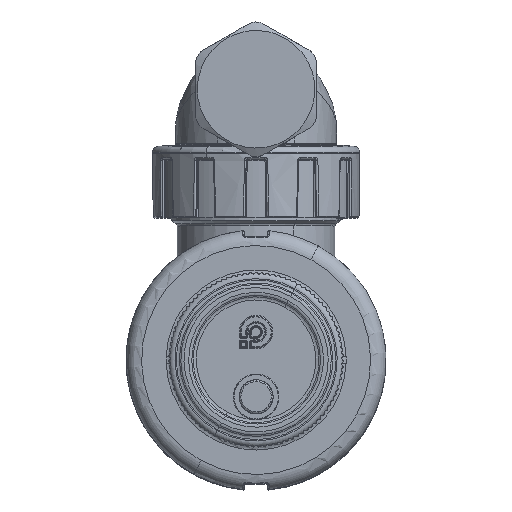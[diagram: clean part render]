
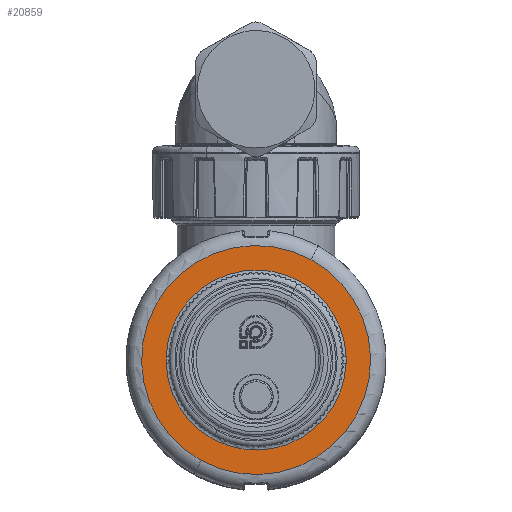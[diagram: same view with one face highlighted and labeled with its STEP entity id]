
A CAD part, top view. The second image highlights one B-rep face of the part: STEP entity #20859.
In plain terms, the highlighted planar face has unit normal (0, 0, 1).
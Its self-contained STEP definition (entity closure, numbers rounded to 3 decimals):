
#20702=CARTESIAN_POINT('Vertex',(29.068,1.,59.4)) ;
#20705=CARTESIAN_POINT('Axis2P3D Location',(0.,0.,59.4)) ;
#20709=CARTESIAN_POINT('Vertex',(19.847,21.261,59.4)) ;
#20712=CARTESIAN_POINT('Axis2P3D Location',(0.,0.,59.4)) ;
#20716=CARTESIAN_POINT('Vertex',(1.,29.068,59.4)) ;
#20719=CARTESIAN_POINT('Axis2P3D Location',(0.,0.,59.4)) ;
#20723=CARTESIAN_POINT('Vertex',(-29.068,1.,59.4)) ;
#20750=CARTESIAN_POINT('Axis2P3D Location',(0.,0.,59.4)) ;
#20754=CARTESIAN_POINT('Vertex',(-29.068,-1.,59.4)) ;
#20779=CARTESIAN_POINT('Vertex',(29.068,-1.,59.4)) ;
#20782=CARTESIAN_POINT('Axis2P3D Location',(0.,0.,59.4)) ;
#20786=CARTESIAN_POINT('Vertex',(-29.064,-1.104,59.4)) ;
#20789=CARTESIAN_POINT('Axis2P3D Location',(0.,0.,59.4)) ;
#20804=CARTESIAN_POINT('Axis2P3D Location',(0.,0.,59.4)) ;
#20808=CARTESIAN_POINT('Vertex',(29.085,0.,59.4)) ;
#20811=CARTESIAN_POINT('Axis2P3D Location',(0.,0.,59.4)) ;
#20826=CARTESIAN_POINT('Axis2P3D Location',(0.,37.,59.4)) ;
#20831=CARTESIAN_POINT('Axis2P3D Location',(0.,0.,59.4)) ;
#20835=CARTESIAN_POINT('Vertex',(-17.739,-32.471,59.4)) ;
#20837=CARTESIAN_POINT('Vertex',(17.739,32.471,59.4)) ;
#20840=CARTESIAN_POINT('Axis2P3D Location',(0.,0.,59.4)) ;
#20706=DIRECTION('Axis2P3D Direction',(0.,0.,-1.)) ;
#20713=DIRECTION('Axis2P3D Direction',(0.,0.,-1.)) ;
#20720=DIRECTION('Axis2P3D Direction',(0.,0.,-1.)) ;
#20751=DIRECTION('Axis2P3D Direction',(0.,0.,-1.)) ;
#20783=DIRECTION('Axis2P3D Direction',(0.,0.,-1.)) ;
#20790=DIRECTION('Axis2P3D Direction',(0.,0.,-1.)) ;
#20805=DIRECTION('Axis2P3D Direction',(0.,0.,-1.)) ;
#20812=DIRECTION('Axis2P3D Direction',(0.,0.,-1.)) ;
#20827=DIRECTION('Axis2P3D Direction',(0.,0.,-1.)) ;
#20828=DIRECTION('Axis2P3D XDirection',(1.,0.,0.)) ;
#20832=DIRECTION('Axis2P3D Direction',(0.,0.,-1.)) ;
#20841=DIRECTION('Axis2P3D Direction',(0.,0.,-1.)) ;
#20707=AXIS2_PLACEMENT_3D('Circle Axis2P3D',#20705,#20706,$) ;
#20714=AXIS2_PLACEMENT_3D('Circle Axis2P3D',#20712,#20713,$) ;
#20721=AXIS2_PLACEMENT_3D('Circle Axis2P3D',#20719,#20720,$) ;
#20752=AXIS2_PLACEMENT_3D('Circle Axis2P3D',#20750,#20751,$) ;
#20784=AXIS2_PLACEMENT_3D('Circle Axis2P3D',#20782,#20783,$) ;
#20791=AXIS2_PLACEMENT_3D('Circle Axis2P3D',#20789,#20790,$) ;
#20806=AXIS2_PLACEMENT_3D('Circle Axis2P3D',#20804,#20805,$) ;
#20813=AXIS2_PLACEMENT_3D('Circle Axis2P3D',#20811,#20812,$) ;
#20829=AXIS2_PLACEMENT_3D('Plane Axis2P3D',#20826,#20827,#20828) ;
#20833=AXIS2_PLACEMENT_3D('Circle Axis2P3D',#20831,#20832,$) ;
#20842=AXIS2_PLACEMENT_3D('Circle Axis2P3D',#20840,#20841,$) ;
#20708=CIRCLE('generated circle',#20707,29.085) ;
#20715=CIRCLE('generated circle',#20714,29.085) ;
#20722=CIRCLE('generated circle',#20721,29.085) ;
#20753=CIRCLE('generated circle',#20752,29.085) ;
#20785=CIRCLE('generated circle',#20784,29.085) ;
#20792=CIRCLE('generated circle',#20791,29.085) ;
#20807=CIRCLE('generated circle',#20806,29.085) ;
#20814=CIRCLE('generated circle',#20813,29.085) ;
#20834=CIRCLE('generated circle',#20833,37.) ;
#20843=CIRCLE('generated circle',#20842,37.) ;
#20830=PLANE('',#20829) ;
#20858=FACE_BOUND('',#20849,.T.) ;
#20711=EDGE_CURVE('',#20710,#20703,#20708,.T.) ;
#20718=EDGE_CURVE('',#20717,#20710,#20715,.T.) ;
#20725=EDGE_CURVE('',#20724,#20717,#20722,.T.) ;
#20756=EDGE_CURVE('',#20755,#20724,#20753,.T.) ;
#20788=EDGE_CURVE('',#20787,#20755,#20785,.T.) ;
#20793=EDGE_CURVE('',#20780,#20787,#20792,.T.) ;
#20810=EDGE_CURVE('',#20809,#20780,#20807,.T.) ;
#20815=EDGE_CURVE('',#20703,#20809,#20814,.T.) ;
#20839=EDGE_CURVE('',#20836,#20838,#20834,.T.) ;
#20844=EDGE_CURVE('',#20838,#20836,#20843,.T.) ;
#20846=ORIENTED_EDGE('',*,*,#20839,.F.) ;
#20847=ORIENTED_EDGE('',*,*,#20844,.F.) ;
#20850=ORIENTED_EDGE('',*,*,#20810,.T.) ;
#20851=ORIENTED_EDGE('',*,*,#20793,.T.) ;
#20852=ORIENTED_EDGE('',*,*,#20788,.T.) ;
#20853=ORIENTED_EDGE('',*,*,#20756,.T.) ;
#20854=ORIENTED_EDGE('',*,*,#20725,.T.) ;
#20855=ORIENTED_EDGE('',*,*,#20718,.T.) ;
#20856=ORIENTED_EDGE('',*,*,#20711,.T.) ;
#20857=ORIENTED_EDGE('',*,*,#20815,.T.) ;
#20845=EDGE_LOOP('',(#20846,#20847)) ;
#20849=EDGE_LOOP('',(#20850,#20851,#20852,#20853,#20854,#20855,#20856,#20857)) ;
#20703=VERTEX_POINT('',#20702) ;
#20710=VERTEX_POINT('',#20709) ;
#20717=VERTEX_POINT('',#20716) ;
#20724=VERTEX_POINT('',#20723) ;
#20755=VERTEX_POINT('',#20754) ;
#20780=VERTEX_POINT('',#20779) ;
#20787=VERTEX_POINT('',#20786) ;
#20809=VERTEX_POINT('',#20808) ;
#20836=VERTEX_POINT('',#20835) ;
#20838=VERTEX_POINT('',#20837) ;
#20859=ADVANCED_FACE('PartBody',(#20848,#20858),#20830,.F.) ;
#20848=FACE_OUTER_BOUND('',#20845,.T.) ;
